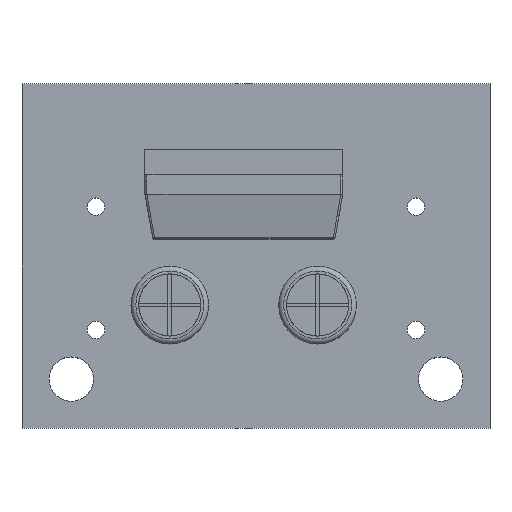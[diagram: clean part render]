
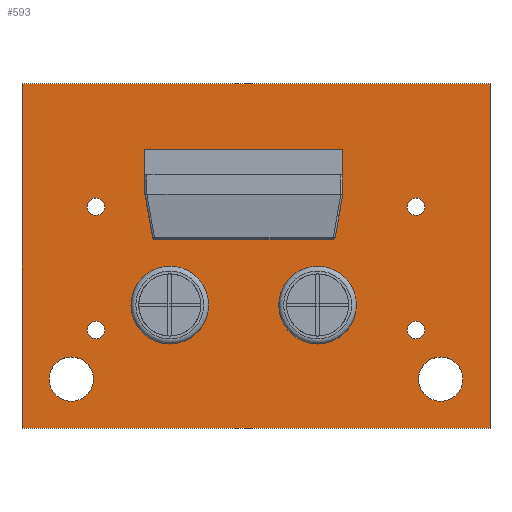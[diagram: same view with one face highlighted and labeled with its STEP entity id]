
A CAD part, top view. The second image highlights one B-rep face of the part: STEP entity #593.
In plain terms, the highlighted planar face has unit normal (0, 0, 1).
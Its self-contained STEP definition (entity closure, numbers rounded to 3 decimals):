
#45 = VERTEX_POINT('',#46);
#46 = CARTESIAN_POINT('',(15.24,-12.7,0.));
#63 = VERTEX_POINT('',#64);
#64 = CARTESIAN_POINT('',(39.37,-12.7,0.));
#70 = EDGE_CURVE('',#45,#63,#71,.T.);
#71 = LINE('',#72,#73);
#72 = CARTESIAN_POINT('',(15.24,-12.7,0.));
#73 = VECTOR('',#74,1.);
#74 = DIRECTION('',(1.,0.,0.));
#94 = VERTEX_POINT('',#95);
#95 = CARTESIAN_POINT('',(39.37,-30.48,0.));
#101 = EDGE_CURVE('',#63,#94,#102,.T.);
#102 = LINE('',#103,#104);
#103 = CARTESIAN_POINT('',(39.37,-12.7,0.));
#104 = VECTOR('',#105,1.);
#105 = DIRECTION('',(0.,-1.,0.));
#125 = VERTEX_POINT('',#126);
#126 = CARTESIAN_POINT('',(15.24,-30.48,0.));
#132 = EDGE_CURVE('',#94,#125,#133,.T.);
#133 = LINE('',#134,#135);
#134 = CARTESIAN_POINT('',(39.37,-30.48,0.));
#135 = VECTOR('',#136,1.);
#136 = DIRECTION('',(-1.,0.,0.));
#154 = EDGE_CURVE('',#125,#45,#155,.T.);
#155 = LINE('',#156,#157);
#156 = CARTESIAN_POINT('',(15.24,-30.48,0.));
#157 = VECTOR('',#158,1.);
#158 = DIRECTION('',(0.,1.,0.));
#169 = VERTEX_POINT('',#170);
#170 = CARTESIAN_POINT('',(24.815,-19.05,0.));
#186 = EDGE_CURVE('',#169,#169,#187,.T.);
#187 = CIRCLE('',#188,0.685);
#188 = AXIS2_PLACEMENT_3D('',#189,#190,#191);
#189 = CARTESIAN_POINT('',(24.13,-19.05,0.));
#190 = DIRECTION('',(0.,0.,-1.));
#191 = DIRECTION('',(1.,0.,0.));
#202 = VERTEX_POINT('',#203);
#203 = CARTESIAN_POINT('',(27.365,-19.05,0.));
#219 = EDGE_CURVE('',#202,#202,#220,.T.);
#220 = CIRCLE('',#221,0.685);
#221 = AXIS2_PLACEMENT_3D('',#222,#223,#224);
#222 = CARTESIAN_POINT('',(26.68,-19.05,0.));
#223 = DIRECTION('',(0.,0.,-1.));
#224 = DIRECTION('',(1.,0.,0.));
#235 = VERTEX_POINT('',#236);
#236 = CARTESIAN_POINT('',(29.915,-19.05,0.));
#252 = EDGE_CURVE('',#235,#235,#253,.T.);
#253 = CIRCLE('',#254,0.685);
#254 = AXIS2_PLACEMENT_3D('',#255,#256,#257);
#255 = CARTESIAN_POINT('',(29.23,-19.05,0.));
#256 = DIRECTION('',(0.,0.,-1.));
#257 = DIRECTION('',(1.,0.,0.));
#268 = VERTEX_POINT('',#269);
#269 = CARTESIAN_POINT('',(23.21,-23.38,0.));
#285 = EDGE_CURVE('',#268,#268,#286,.T.);
#286 = CIRCLE('',#287,0.35);
#287 = AXIS2_PLACEMENT_3D('',#288,#289,#290);
#288 = CARTESIAN_POINT('',(22.86,-23.38,0.));
#289 = DIRECTION('',(0.,0.,-1.));
#290 = DIRECTION('',(1.,0.,0.));
#301 = VERTEX_POINT('',#302);
#302 = CARTESIAN_POINT('',(23.21,-24.88,0.));
#318 = EDGE_CURVE('',#301,#301,#319,.T.);
#319 = CIRCLE('',#320,0.35);
#320 = AXIS2_PLACEMENT_3D('',#321,#322,#323);
#321 = CARTESIAN_POINT('',(22.86,-24.88,0.));
#322 = DIRECTION('',(0.,0.,-1.));
#323 = DIRECTION('',(1.,0.,0.));
#334 = VERTEX_POINT('',#335);
#335 = CARTESIAN_POINT('',(30.83,-23.38,0.));
#351 = EDGE_CURVE('',#334,#334,#352,.T.);
#352 = CIRCLE('',#353,0.35);
#353 = AXIS2_PLACEMENT_3D('',#354,#355,#356);
#354 = CARTESIAN_POINT('',(30.48,-23.38,0.));
#355 = DIRECTION('',(0.,0.,-1.));
#356 = DIRECTION('',(1.,0.,0.));
#367 = VERTEX_POINT('',#368);
#368 = CARTESIAN_POINT('',(30.83,-24.88,0.));
#384 = EDGE_CURVE('',#367,#367,#385,.T.);
#385 = CIRCLE('',#386,0.35);
#386 = AXIS2_PLACEMENT_3D('',#387,#388,#389);
#387 = CARTESIAN_POINT('',(30.48,-24.88,0.));
#388 = DIRECTION('',(0.,0.,-1.));
#389 = DIRECTION('',(1.,0.,0.));
#400 = VERTEX_POINT('',#401);
#401 = CARTESIAN_POINT('',(18.923,-27.94,0.));
#417 = EDGE_CURVE('',#400,#400,#418,.T.);
#418 = CIRCLE('',#419,1.143);
#419 = AXIS2_PLACEMENT_3D('',#420,#421,#422);
#420 = CARTESIAN_POINT('',(17.78,-27.94,0.));
#421 = DIRECTION('',(0.,0.,-1.));
#422 = DIRECTION('',(1.,0.,0.));
#433 = VERTEX_POINT('',#434);
#434 = CARTESIAN_POINT('',(37.973,-27.94,0.));
#450 = EDGE_CURVE('',#433,#433,#451,.T.);
#451 = CIRCLE('',#452,1.143);
#452 = AXIS2_PLACEMENT_3D('',#453,#454,#455);
#453 = CARTESIAN_POINT('',(36.83,-27.94,0.));
#454 = DIRECTION('',(0.,0.,-1.));
#455 = DIRECTION('',(1.,0.,0.));
#466 = VERTEX_POINT('',#467);
#467 = CARTESIAN_POINT('',(19.5,-19.05,0.));
#483 = EDGE_CURVE('',#466,#466,#484,.T.);
#484 = CIRCLE('',#485,0.45);
#485 = AXIS2_PLACEMENT_3D('',#486,#487,#488);
#486 = CARTESIAN_POINT('',(19.05,-19.05,0.));
#487 = DIRECTION('',(0.,0.,-1.));
#488 = DIRECTION('',(1.,0.,0.));
#499 = VERTEX_POINT('',#500);
#500 = CARTESIAN_POINT('',(19.5,-25.4,0.));
#516 = EDGE_CURVE('',#499,#499,#517,.T.);
#517 = CIRCLE('',#518,0.45);
#518 = AXIS2_PLACEMENT_3D('',#519,#520,#521);
#519 = CARTESIAN_POINT('',(19.05,-25.4,0.));
#520 = DIRECTION('',(0.,0.,-1.));
#521 = DIRECTION('',(1.,0.,0.));
#532 = VERTEX_POINT('',#533);
#533 = CARTESIAN_POINT('',(36.01,-19.05,0.));
#549 = EDGE_CURVE('',#532,#532,#550,.T.);
#550 = CIRCLE('',#551,0.45);
#551 = AXIS2_PLACEMENT_3D('',#552,#553,#554);
#552 = CARTESIAN_POINT('',(35.56,-19.05,0.));
#553 = DIRECTION('',(0.,0.,-1.));
#554 = DIRECTION('',(1.,0.,0.));
#565 = VERTEX_POINT('',#566);
#566 = CARTESIAN_POINT('',(36.01,-25.4,0.));
#582 = EDGE_CURVE('',#565,#565,#583,.T.);
#583 = CIRCLE('',#584,0.45);
#584 = AXIS2_PLACEMENT_3D('',#585,#586,#587);
#585 = CARTESIAN_POINT('',(35.56,-25.4,0.));
#586 = DIRECTION('',(0.,0.,-1.));
#587 = DIRECTION('',(1.,0.,0.));
#593 = ADVANCED_FACE('',(#594,#600,#603,#606,#609,#612,#615,#618,#621,
    #624,#627,#630,#633,#636),#639,.T.);
#594 = FACE_BOUND('',#595,.F.);
#595 = EDGE_LOOP('',(#596,#597,#598,#599));
#596 = ORIENTED_EDGE('',*,*,#70,.T.);
#597 = ORIENTED_EDGE('',*,*,#101,.T.);
#598 = ORIENTED_EDGE('',*,*,#132,.T.);
#599 = ORIENTED_EDGE('',*,*,#154,.T.);
#600 = FACE_BOUND('',#601,.F.);
#601 = EDGE_LOOP('',(#602));
#602 = ORIENTED_EDGE('',*,*,#186,.T.);
#603 = FACE_BOUND('',#604,.F.);
#604 = EDGE_LOOP('',(#605));
#605 = ORIENTED_EDGE('',*,*,#219,.T.);
#606 = FACE_BOUND('',#607,.F.);
#607 = EDGE_LOOP('',(#608));
#608 = ORIENTED_EDGE('',*,*,#252,.T.);
#609 = FACE_BOUND('',#610,.F.);
#610 = EDGE_LOOP('',(#611));
#611 = ORIENTED_EDGE('',*,*,#285,.T.);
#612 = FACE_BOUND('',#613,.F.);
#613 = EDGE_LOOP('',(#614));
#614 = ORIENTED_EDGE('',*,*,#318,.T.);
#615 = FACE_BOUND('',#616,.F.);
#616 = EDGE_LOOP('',(#617));
#617 = ORIENTED_EDGE('',*,*,#351,.T.);
#618 = FACE_BOUND('',#619,.F.);
#619 = EDGE_LOOP('',(#620));
#620 = ORIENTED_EDGE('',*,*,#384,.T.);
#621 = FACE_BOUND('',#622,.F.);
#622 = EDGE_LOOP('',(#623));
#623 = ORIENTED_EDGE('',*,*,#417,.T.);
#624 = FACE_BOUND('',#625,.F.);
#625 = EDGE_LOOP('',(#626));
#626 = ORIENTED_EDGE('',*,*,#450,.T.);
#627 = FACE_BOUND('',#628,.F.);
#628 = EDGE_LOOP('',(#629));
#629 = ORIENTED_EDGE('',*,*,#483,.T.);
#630 = FACE_BOUND('',#631,.F.);
#631 = EDGE_LOOP('',(#632));
#632 = ORIENTED_EDGE('',*,*,#516,.T.);
#633 = FACE_BOUND('',#634,.F.);
#634 = EDGE_LOOP('',(#635));
#635 = ORIENTED_EDGE('',*,*,#549,.T.);
#636 = FACE_BOUND('',#637,.F.);
#637 = EDGE_LOOP('',(#638));
#638 = ORIENTED_EDGE('',*,*,#582,.T.);
#639 = PLANE('',#640);
#640 = AXIS2_PLACEMENT_3D('',#641,#642,#643);
#641 = CARTESIAN_POINT('',(15.24,-12.7,0.));
#642 = DIRECTION('',(0.,0.,1.));
#643 = DIRECTION('',(1.,0.,0.));
